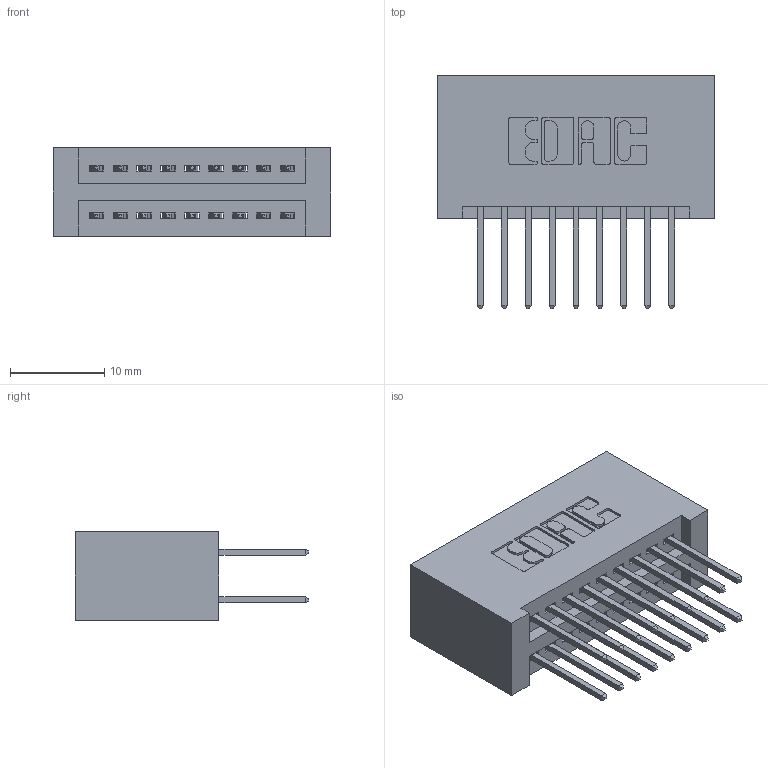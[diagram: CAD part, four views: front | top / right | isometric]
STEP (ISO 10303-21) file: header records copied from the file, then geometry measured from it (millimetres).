
FILE_DESCRIPTION (( 'STEP AP203' ), '1' );
FILE_NAME ('345-018-523-201.STEP', '2018-08-19T06:22:56', ( '' ), ( '' ), 'SwSTEP 2.0', 'SolidWorks 2016', '' );
FILE_SCHEMA (( 'CONFIG_CONTROL_DESIGN' ));
Length unit declared in the file: inch
Products named in the file (3): 345-018-523-201; 345 Part_No Mounting Lugs; 345-292-001_345-293-123
Assembly tree (19 placements, depth 2):
  345-018-523-201
    345 Part_No Mounting Lugs
    345-292-001_345-293-123  x18
Bounding box: 29.46 x 24.82 x 9.4 mm (x, y, z)
Volume: 3208.7 mm3; surface area: 4572.5 mm2
Topology: 19 solids, 19 shells, 1018 faces, 2999 edges, 1974 vertices
Faces by surface type: plane 670, cylinder 348
Entity records: 11245 total; most frequent: CARTESIAN_POINT 1916, ORIENTED_EDGE 1850, DIRECTION 1725, EDGE_CURVE 925, VECTOR 765, LINE 765, VERTEX_POINT 614, AXIS2_PLACEMENT_3D 480
